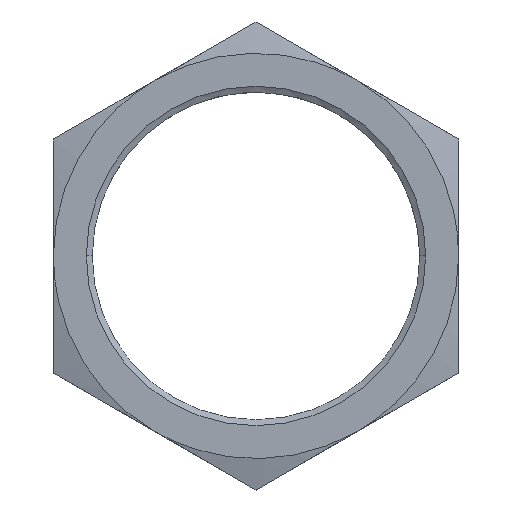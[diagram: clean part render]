
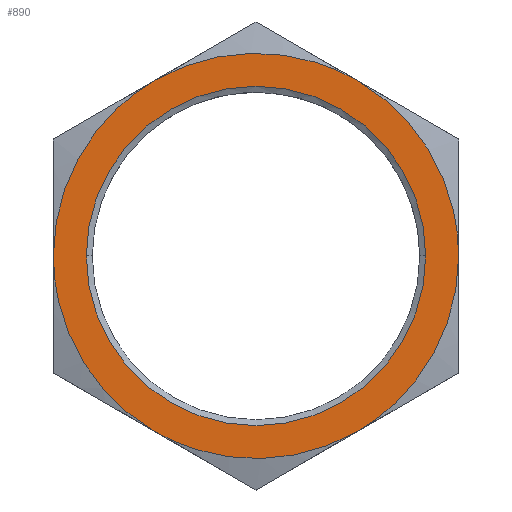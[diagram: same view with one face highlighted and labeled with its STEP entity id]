
A CAD part, top view. The second image highlights one B-rep face of the part: STEP entity #890.
In plain terms, the highlighted planar face has unit normal (0, 0, 1).
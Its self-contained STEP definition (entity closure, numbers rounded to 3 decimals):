
#275=AXIS2_PLACEMENT_3D('Circle Axis2P3D',#273,#274,$) ;
#778=AXIS2_PLACEMENT_3D('Circle Axis2P3D',#776,#777,$) ;
#792=AXIS2_PLACEMENT_3D('Plane Axis2P3D',#789,#790,#791) ;
#270=CARTESIAN_POINT('Vertex',(4.875,34.641,6.5)) ;
#273=CARTESIAN_POINT('Axis2P3D Location',(30.,34.641,6.5)) ;
#277=CARTESIAN_POINT('Vertex',(55.125,34.641,6.5)) ;
#388=CARTESIAN_POINT('Vertex',(15.,8.66,6.5)) ;
#463=CARTESIAN_POINT('Vertex',(0.,34.641,6.5)) ;
#538=CARTESIAN_POINT('Vertex',(15.,60.622,6.5)) ;
#613=CARTESIAN_POINT('Vertex',(45.,60.622,6.5)) ;
#688=CARTESIAN_POINT('Vertex',(60.,34.641,6.5)) ;
#746=CARTESIAN_POINT('Vertex',(45.,8.66,6.5)) ;
#776=CARTESIAN_POINT('Axis2P3D Location',(30.,34.641,6.5)) ;
#789=CARTESIAN_POINT('Axis2P3D Location',(30.,34.641,6.5)) ;
#795=CARTESIAN_POINT('Control Point',(60.,34.641,6.5)) ;
#796=CARTESIAN_POINT('Control Point',(60.,31.69,6.5)) ;
#797=CARTESIAN_POINT('Control Point',(59.637,28.738,6.5)) ;
#798=CARTESIAN_POINT('Control Point',(58.911,25.846,6.5)) ;
#799=CARTESIAN_POINT('Control Point',(56.763,20.3,6.5)) ;
#800=CARTESIAN_POINT('Control Point',(53.335,15.44,6.5)) ;
#801=CARTESIAN_POINT('Control Point',(51.328,13.233,6.5)) ;
#802=CARTESIAN_POINT('Control Point',(48.781,11.047,6.5)) ;
#803=CARTESIAN_POINT('Control Point',(45.978,9.246,6.5)) ;
#804=CARTESIAN_POINT('Control Point',(45.655,9.045,6.5)) ;
#805=CARTESIAN_POINT('Control Point',(45.329,8.85,6.5)) ;
#806=CARTESIAN_POINT('Control Point',(45.,8.66,6.5)) ;
#809=CARTESIAN_POINT('Control Point',(45.,60.622,6.5)) ;
#810=CARTESIAN_POINT('Control Point',(47.556,59.146,6.5)) ;
#811=CARTESIAN_POINT('Control Point',(49.931,57.356,6.5)) ;
#812=CARTESIAN_POINT('Control Point',(52.073,55.281,6.5)) ;
#813=CARTESIAN_POINT('Control Point',(55.801,50.647,6.5)) ;
#814=CARTESIAN_POINT('Control Point',(58.296,45.249,6.5)) ;
#815=CARTESIAN_POINT('Control Point',(59.204,42.408,6.5)) ;
#816=CARTESIAN_POINT('Control Point',(59.824,39.109,6.5)) ;
#817=CARTESIAN_POINT('Control Point',(59.982,35.781,6.5)) ;
#818=CARTESIAN_POINT('Control Point',(59.994,35.401,6.5)) ;
#819=CARTESIAN_POINT('Control Point',(60.,35.021,6.5)) ;
#820=CARTESIAN_POINT('Control Point',(60.,34.641,6.5)) ;
#823=CARTESIAN_POINT('Control Point',(15.,60.622,6.5)) ;
#824=CARTESIAN_POINT('Control Point',(17.556,62.098,6.5)) ;
#825=CARTESIAN_POINT('Control Point',(20.294,63.259,6.5)) ;
#826=CARTESIAN_POINT('Control Point',(23.162,64.076,6.5)) ;
#827=CARTESIAN_POINT('Control Point',(29.039,64.989,6.5)) ;
#828=CARTESIAN_POINT('Control Point',(34.962,64.45,6.5)) ;
#829=CARTESIAN_POINT('Control Point',(37.876,63.816,6.5)) ;
#830=CARTESIAN_POINT('Control Point',(41.042,62.703,6.5)) ;
#831=CARTESIAN_POINT('Control Point',(44.004,61.176,6.5)) ;
#832=CARTESIAN_POINT('Control Point',(44.339,60.996,6.5)) ;
#833=CARTESIAN_POINT('Control Point',(44.671,60.812,6.5)) ;
#834=CARTESIAN_POINT('Control Point',(45.,60.622,6.5)) ;
#837=CARTESIAN_POINT('Control Point',(0.,34.641,6.5)) ;
#838=CARTESIAN_POINT('Control Point',(0.,37.592,6.5)) ;
#839=CARTESIAN_POINT('Control Point',(0.363,40.544,6.5)) ;
#840=CARTESIAN_POINT('Control Point',(1.089,43.436,6.5)) ;
#841=CARTESIAN_POINT('Control Point',(3.237,48.982,6.5)) ;
#842=CARTESIAN_POINT('Control Point',(6.665,53.842,6.5)) ;
#843=CARTESIAN_POINT('Control Point',(8.672,56.049,6.5)) ;
#844=CARTESIAN_POINT('Control Point',(11.219,58.235,6.5)) ;
#845=CARTESIAN_POINT('Control Point',(14.022,60.036,6.5)) ;
#846=CARTESIAN_POINT('Control Point',(14.345,60.237,6.5)) ;
#847=CARTESIAN_POINT('Control Point',(14.671,60.432,6.5)) ;
#848=CARTESIAN_POINT('Control Point',(15.,60.622,6.5)) ;
#851=CARTESIAN_POINT('Control Point',(15.,8.66,6.5)) ;
#852=CARTESIAN_POINT('Control Point',(12.444,10.136,6.5)) ;
#853=CARTESIAN_POINT('Control Point',(10.069,11.926,6.5)) ;
#854=CARTESIAN_POINT('Control Point',(7.927,14.001,6.5)) ;
#855=CARTESIAN_POINT('Control Point',(4.199,18.635,6.5)) ;
#856=CARTESIAN_POINT('Control Point',(1.704,24.033,6.5)) ;
#857=CARTESIAN_POINT('Control Point',(0.796,26.874,6.5)) ;
#858=CARTESIAN_POINT('Control Point',(0.176,30.173,6.5)) ;
#859=CARTESIAN_POINT('Control Point',(0.018,33.501,6.5)) ;
#860=CARTESIAN_POINT('Control Point',(0.006,33.881,6.5)) ;
#861=CARTESIAN_POINT('Control Point',(0.,34.261,6.5)) ;
#862=CARTESIAN_POINT('Control Point',(0.,34.641,6.5)) ;
#865=CARTESIAN_POINT('Control Point',(45.,8.66,6.5)) ;
#866=CARTESIAN_POINT('Control Point',(42.444,7.184,6.5)) ;
#867=CARTESIAN_POINT('Control Point',(39.706,6.023,6.5)) ;
#868=CARTESIAN_POINT('Control Point',(36.838,5.206,6.5)) ;
#869=CARTESIAN_POINT('Control Point',(30.961,4.293,6.5)) ;
#870=CARTESIAN_POINT('Control Point',(25.038,4.832,6.5)) ;
#871=CARTESIAN_POINT('Control Point',(22.124,5.466,6.5)) ;
#872=CARTESIAN_POINT('Control Point',(18.958,6.579,6.5)) ;
#873=CARTESIAN_POINT('Control Point',(15.996,8.106,6.5)) ;
#874=CARTESIAN_POINT('Control Point',(15.661,8.286,6.5)) ;
#875=CARTESIAN_POINT('Control Point',(15.329,8.47,6.5)) ;
#876=CARTESIAN_POINT('Control Point',(15.,8.66,6.5)) ;
#274=DIRECTION('Axis2P3D Direction',(0.,0.,1.)) ;
#777=DIRECTION('Axis2P3D Direction',(0.,0.,1.)) ;
#790=DIRECTION('Axis2P3D Direction',(0.,0.,1.)) ;
#791=DIRECTION('Axis2P3D XDirection',(1.,0.,0.)) ;
#879=ORIENTED_EDGE('',*,*,#807,.F.) ;
#880=ORIENTED_EDGE('',*,*,#821,.F.) ;
#881=ORIENTED_EDGE('',*,*,#835,.F.) ;
#882=ORIENTED_EDGE('',*,*,#849,.F.) ;
#883=ORIENTED_EDGE('',*,*,#863,.F.) ;
#884=ORIENTED_EDGE('',*,*,#877,.F.) ;
#887=ORIENTED_EDGE('',*,*,#279,.T.) ;
#888=ORIENTED_EDGE('',*,*,#780,.T.) ;
#889=FACE_BOUND('',#886,.T.) ;
#890=ADVANCED_FACE('Schnitt-Rotation1',(#885,#889),#793,.T.) ;
#794=B_SPLINE_CURVE_WITH_KNOTS('',5,(#795,#796,#797,#798,#799,#800,#801,#802,#803,#804,#805,#806),.UNSPECIFIED.,.F.,.U.,(6,3,3,6),(0.,20.92,41.84,44.533),.UNSPECIFIED.) ;
#808=B_SPLINE_CURVE_WITH_KNOTS('',5,(#809,#810,#811,#812,#813,#814,#815,#816,#817,#818,#819,#820),.UNSPECIFIED.,.F.,.U.,(6,3,3,6),(0.,20.92,41.84,44.533),.UNSPECIFIED.) ;
#822=B_SPLINE_CURVE_WITH_KNOTS('',5,(#823,#824,#825,#826,#827,#828,#829,#830,#831,#832,#833,#834),.UNSPECIFIED.,.F.,.U.,(6,3,3,6),(0.,20.92,41.84,44.533),.UNSPECIFIED.) ;
#836=B_SPLINE_CURVE_WITH_KNOTS('',5,(#837,#838,#839,#840,#841,#842,#843,#844,#845,#846,#847,#848),.UNSPECIFIED.,.F.,.U.,(6,3,3,6),(0.,20.92,41.84,44.533),.UNSPECIFIED.) ;
#850=B_SPLINE_CURVE_WITH_KNOTS('',5,(#851,#852,#853,#854,#855,#856,#857,#858,#859,#860,#861,#862),.UNSPECIFIED.,.F.,.U.,(6,3,3,6),(0.,20.92,41.84,44.533),.UNSPECIFIED.) ;
#864=B_SPLINE_CURVE_WITH_KNOTS('',5,(#865,#866,#867,#868,#869,#870,#871,#872,#873,#874,#875,#876),.UNSPECIFIED.,.F.,.U.,(6,3,3,6),(0.,20.92,41.84,44.533),.UNSPECIFIED.) ;
#276=CIRCLE('generated circle',#275,25.125) ;
#779=CIRCLE('generated circle',#778,25.125) ;
#279=EDGE_CURVE('',#278,#271,#276,.F.) ;
#780=EDGE_CURVE('',#271,#278,#779,.F.) ;
#807=EDGE_CURVE('',#689,#747,#794,.T.) ;
#821=EDGE_CURVE('',#614,#689,#808,.T.) ;
#835=EDGE_CURVE('',#539,#614,#822,.T.) ;
#849=EDGE_CURVE('',#464,#539,#836,.T.) ;
#863=EDGE_CURVE('',#389,#464,#850,.T.) ;
#877=EDGE_CURVE('',#747,#389,#864,.T.) ;
#878=EDGE_LOOP('',(#879,#880,#881,#882,#883,#884)) ;
#886=EDGE_LOOP('',(#887,#888)) ;
#885=FACE_OUTER_BOUND('',#878,.T.) ;
#793=PLANE('',#792) ;
#271=VERTEX_POINT('',#270) ;
#278=VERTEX_POINT('',#277) ;
#389=VERTEX_POINT('',#388) ;
#464=VERTEX_POINT('',#463) ;
#539=VERTEX_POINT('',#538) ;
#614=VERTEX_POINT('',#613) ;
#689=VERTEX_POINT('',#688) ;
#747=VERTEX_POINT('',#746) ;
